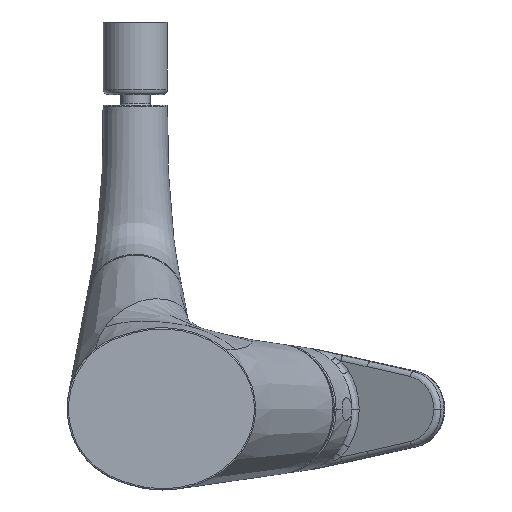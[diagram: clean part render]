
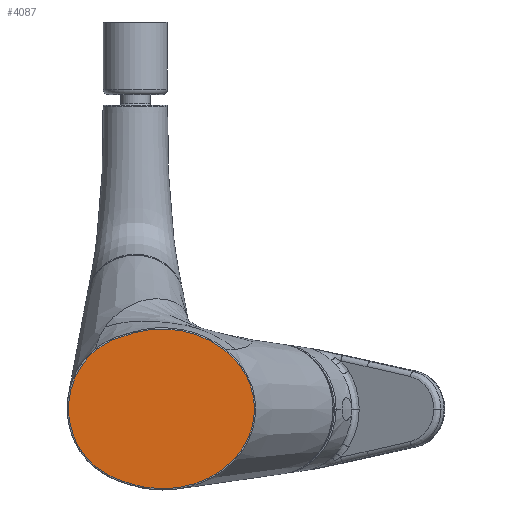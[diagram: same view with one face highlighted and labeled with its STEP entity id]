
A CAD part, front view. The second image highlights one B-rep face of the part: STEP entity #4087.
In plain terms, the highlighted planar face has unit normal (0, -1, 0).
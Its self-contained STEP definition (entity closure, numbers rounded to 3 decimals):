
#249 = DIRECTION ( 'NONE',  ( 0., 1., 0. ) ) ;
#527 = CARTESIAN_POINT ( 'NONE',  ( 22.906, 0., 21.66 ) ) ;
#570 = VERTEX_POINT ( 'NONE', #6540 ) ;
#593 = CARTESIAN_POINT ( 'NONE',  ( -10.386, 0., -28.487 ) ) ;
#1281 =( BOUNDED_CURVE ( )  B_SPLINE_CURVE ( 3, ( #2146, #4640, #5449, #527 ),
 .UNSPECIFIED., .F., .T. ) 
 B_SPLINE_CURVE_WITH_KNOTS ( ( 4, 4 ),
 ( 0., 1. ),
 .UNSPECIFIED. ) 
 CURVE ( )  GEOMETRIC_REPRESENTATION_ITEM ( )  RATIONAL_B_SPLINE_CURVE ( ( 1., 0.507, 0.507, 1. ) ) 
 REPRESENTATION_ITEM ( '' )  );
#1424 = CARTESIAN_POINT ( 'NONE',  ( -7.257, 0., -29.175 ) ) ;
#1644 = CARTESIAN_POINT ( 'NONE',  ( -24.807, 0., -21.826 ) ) ;
#1656 = CARTESIAN_POINT ( 'NONE',  ( -40.036, 0., -10.088 ) ) ;
#1683 = CARTESIAN_POINT ( 'NONE',  ( -40.036, 0., 10.118 ) ) ;
#1684 = CARTESIAN_POINT ( 'NONE',  ( -24.808, 0., 21.856 ) ) ;
#1759 = CARTESIAN_POINT ( 'NONE',  ( -7.257, 0., -29.175 ) ) ;
#1772 = CARTESIAN_POINT ( 'NONE',  ( -24.808, 0., 21.856 ) ) ;
#1773 = CARTESIAN_POINT ( 'NONE',  ( -23.95, 0., 22.519 ) ) ;
#1780 = CARTESIAN_POINT ( 'NONE',  ( -23.064, 0., 23.119 ) ) ;
#1781 = CARTESIAN_POINT ( 'NONE',  ( -21.263, 0., 24.258 ) ) ;
#1791 = CARTESIAN_POINT ( 'NONE',  ( -20.348, 0., 24.796 ) ) ;
#1804 = CARTESIAN_POINT ( 'NONE',  ( -18.453, 0., 25.73 ) ) ;
#1805 = CARTESIAN_POINT ( 'NONE',  ( -17.474, 0., 26.127 ) ) ;
#1813 = CARTESIAN_POINT ( 'NONE',  ( -15.479, 0., 26.841 ) ) ;
#1816 = CARTESIAN_POINT ( 'NONE',  ( -14.463, 0., 27.159 ) ) ;
#1824 = CARTESIAN_POINT ( 'NONE',  ( -12.418, 0., 27.765 ) ) ;
#1836 = CARTESIAN_POINT ( 'NONE',  ( -11.386, 0., 28.055 ) ) ;
#1838 = CARTESIAN_POINT ( 'NONE',  ( -9.312, 0., 28.573 ) ) ;
#1846 = CARTESIAN_POINT ( 'NONE',  ( -8.271, 0., 28.801 ) ) ;
#1847 = CARTESIAN_POINT ( 'NONE',  ( -5.135, 0., 29.355 ) ) ;
#1854 = CARTESIAN_POINT ( 'NONE',  ( -3.025, 0., 29.553 ) ) ;
#1866 = CARTESIAN_POINT ( 'NONE',  ( -0.364, 0., 29.588 ) ) ;
#1877 = CARTESIAN_POINT ( 'NONE',  ( 0.17, 0., 29.584 ) ) ;
#1879 = CARTESIAN_POINT ( 'NONE',  ( 1.239, 0., 29.555 ) ) ;
#1889 = CARTESIAN_POINT ( 'NONE',  ( 1.776, 0., 29.529 ) ) ;
#1903 = CARTESIAN_POINT ( 'NONE',  ( 3.379, 0., 29.419 ) ) ;
#1912 = CARTESIAN_POINT ( 'NONE',  ( 4.439, 0., 29.303 ) ) ;
#1915 = CARTESIAN_POINT ( 'NONE',  ( 7.592, 0., 28.828 ) ) ;
#1923 = CARTESIAN_POINT ( 'NONE',  ( 9.658, 0., 28.341 ) ) ;
#1935 = CARTESIAN_POINT ( 'NONE',  ( 12.702, 0., 27.346 ) ) ;
#1944 = CARTESIAN_POINT ( 'NONE',  ( 13.711, 0., 26.968 ) ) ;
#1947 = CARTESIAN_POINT ( 'NONE',  ( 15.677, 0., 26.13 ) ) ;
#1957 = CARTESIAN_POINT ( 'NONE',  ( 16.636, 0., 25.669 ) ) ;
#1967 = CARTESIAN_POINT ( 'NONE',  ( 18.508, 0., 24.665 ) ) ;
#1976 = CARTESIAN_POINT ( 'NONE',  ( 19.421, 0., 24.122 ) ) ;
#1980 = CARTESIAN_POINT ( 'NONE',  ( 21.199, 0., 22.955 ) ) ;
#2146 = CARTESIAN_POINT ( 'NONE',  ( -7.257, 0., -29.175 ) ) ;
#2215 = CARTESIAN_POINT ( 'NONE',  ( -21.505, 0., -24.081 ) ) ;
#2424 = CARTESIAN_POINT ( 'NONE',  ( 22.065, 0., 22.33 ) ) ;
#2432 = EDGE_CURVE ( 'NONE', #10096, #570, #5530, .T. ) ;
#2437 = VERTEX_POINT ( 'NONE', #1759 ) ;
#2631 = EDGE_CURVE ( 'NONE', #570, #7370, #3648, .T. ) ;
#2683 = CARTESIAN_POINT ( 'NONE',  ( -24.807, 0., -21.826 ) ) ;
#3041 = CARTESIAN_POINT ( 'NONE',  ( -19.422, 0., -25.274 ) ) ;
#3417 = CARTESIAN_POINT ( 'NONE',  ( -10.374, 0., -0.202 ) ) ;
#3648 =( BOUNDED_CURVE ( )  B_SPLINE_CURVE ( 3, ( #1684, #1683, #1656, #1644 ),
 .UNSPECIFIED., .F., .F. ) 
 B_SPLINE_CURVE_WITH_KNOTS ( ( 4, 4 ),
 ( 0., 1. ),
 .UNSPECIFIED. ) 
 CURVE ( )  GEOMETRIC_REPRESENTATION_ITEM ( )  RATIONAL_B_SPLINE_CURVE ( ( 1., 0.721, 0.721, 1. ) ) 
 REPRESENTATION_ITEM ( '' )  );
#3757 = CARTESIAN_POINT ( 'NONE',  ( 22.906, 0., 21.66 ) ) ;
#3893 = CARTESIAN_POINT ( 'NONE',  ( -17.244, 0., -26.276 ) ) ;
#3899 = EDGE_LOOP ( 'NONE', ( #9324, #9333, #9430, #9446 ) ) ;
#4087 = ADVANCED_FACE ( 'NONE', ( #10044 ), #8877, .F. ) ;
#4601 = EDGE_CURVE ( 'NONE', #2437, #10096, #1281, .T. ) ;
#4640 = CARTESIAN_POINT ( 'NONE',  ( 34.901, 0., -37.128 ) ) ;
#4702 = CARTESIAN_POINT ( 'NONE',  ( -14.984, 0., -27.096 ) ) ;
#5056 = B_SPLINE_CURVE_WITH_KNOTS ( 'NONE', 3,
 ( #8676, #6399, #9400, #7036, #2215, #7803, #3041, #8556, #3893, #9282, #4702, #10004, #5512, #593, #6305, #1424 ),
 .UNSPECIFIED., .F., .F.,
 ( 4, 2, 2, 2, 2, 2, 2, 4 ),
 ( 0., 0.125, 0.25, 0.375, 0.5, 0.625, 0.75, 1. ),
 .UNSPECIFIED. ) ;
#5449 = CARTESIAN_POINT ( 'NONE',  ( 54.716, 0., -3.733 ) ) ;
#5512 = CARTESIAN_POINT ( 'NONE',  ( -12.694, 0., -27.824 ) ) ;
#5530 = B_SPLINE_CURVE_WITH_KNOTS ( 'NONE', 3,
 ( #3757, #2424, #1980, #1976, #1967, #1957, #1947, #1944, #1935, #1923, #1915, #1912, #1903, #1889, #1879, #1877, #1866, #1854, #1847, #1846, #1838, #1836, #1824, #1816, #1813, #1805, #1804, #1791, #1781, #1780, #1773, #1772 ),
 .UNSPECIFIED., .F., .F.,
 ( 4, 2, 2, 2, 2, 2, 2, 2, 2, 2, 2, 2, 2, 2, 2, 4 ),
 ( 0., 0.063, 0.125, 0.188, 0.25, 0.375, 0.438, 0.469, 0.5, 0.625, 0.688, 0.75, 0.813, 0.875, 0.938, 1. ),
 .UNSPECIFIED. ) ;
#5982 = DIRECTION ( 'NONE',  ( 0., 0., 1. ) ) ;
#6305 = CARTESIAN_POINT ( 'NONE',  ( -8.834, 0., -28.878 ) ) ;
#6399 = CARTESIAN_POINT ( 'NONE',  ( -24.172, 0., -22.315 ) ) ;
#6540 = CARTESIAN_POINT ( 'NONE',  ( -24.808, 0., 21.856 ) ) ;
#6589 = CARTESIAN_POINT ( 'NONE',  ( 22.906, 0., 21.66 ) ) ;
#6688 = EDGE_CURVE ( 'NONE', #7370, #2437, #5056, .T. ) ;
#7036 = CARTESIAN_POINT ( 'NONE',  ( -22.183, 0., -23.657 ) ) ;
#7370 = VERTEX_POINT ( 'NONE', #2683 ) ;
#7377 = AXIS2_PLACEMENT_3D ( 'NONE', #3417, #249, #5982 ) ;
#7803 = CARTESIAN_POINT ( 'NONE',  ( -20.123, 0., -24.891 ) ) ;
#8556 = CARTESIAN_POINT ( 'NONE',  ( -17.983, 0., -25.968 ) ) ;
#8676 = CARTESIAN_POINT ( 'NONE',  ( -24.807, 0., -21.826 ) ) ;
#8877 = PLANE ( 'NONE',  #7377 ) ;
#9282 = CARTESIAN_POINT ( 'NONE',  ( -15.743, 0., -26.838 ) ) ;
#9324 = ORIENTED_EDGE ( 'NONE', *, *, #4601, .T. ) ;
#9333 = ORIENTED_EDGE ( 'NONE', *, *, #2432, .T. ) ;
#9400 = CARTESIAN_POINT ( 'NONE',  ( -23.517, 0., -22.774 ) ) ;
#9430 = ORIENTED_EDGE ( 'NONE', *, *, #2631, .T. ) ;
#9446 = ORIENTED_EDGE ( 'NONE', *, *, #6688, .T. ) ;
#10004 = CARTESIAN_POINT ( 'NONE',  ( -13.459, 0., -27.59 ) ) ;
#10044 = FACE_OUTER_BOUND ( 'NONE', #3899, .T. ) ;
#10096 = VERTEX_POINT ( 'NONE', #6589 ) ;
